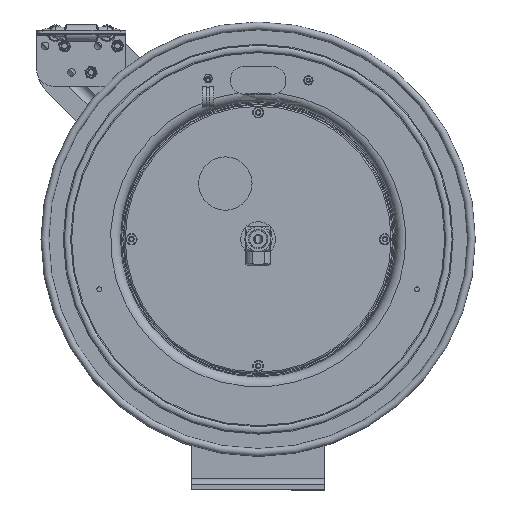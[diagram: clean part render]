
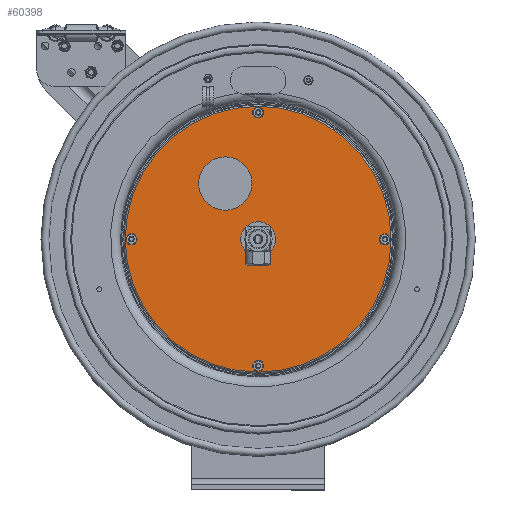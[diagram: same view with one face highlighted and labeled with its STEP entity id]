
A CAD part, top view. The second image highlights one B-rep face of the part: STEP entity #60398.
In plain terms, the highlighted planar face has unit normal (0, 0, 1).
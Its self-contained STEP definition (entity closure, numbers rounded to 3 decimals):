
#3066=FACE_BOUND('',#10315,.T.);
#3067=FACE_BOUND('',#10316,.T.);
#3068=FACE_BOUND('',#10317,.T.);
#3069=FACE_BOUND('',#10318,.T.);
#3070=FACE_BOUND('',#10319,.T.);
#5547=CIRCLE('',#65357,5.97);
#5548=CIRCLE('',#65358,0.655);
#5549=CIRCLE('',#65359,0.14);
#5550=CIRCLE('',#65360,0.14);
#5551=CIRCLE('',#65361,0.14);
#5552=CIRCLE('',#65362,0.14);
#7890=FACE_OUTER_BOUND('',#10314,.T.);
#10314=EDGE_LOOP('',(#52020));
#10315=EDGE_LOOP('',(#52021));
#10316=EDGE_LOOP('',(#52022));
#10317=EDGE_LOOP('',(#52023));
#10318=EDGE_LOOP('',(#52024));
#10319=EDGE_LOOP('',(#52025));
#28645=VERTEX_POINT('',#104312);
#28646=VERTEX_POINT('',#104314);
#28647=VERTEX_POINT('',#104316);
#28648=VERTEX_POINT('',#104318);
#28649=VERTEX_POINT('',#104320);
#28650=VERTEX_POINT('',#104322);
#38610=EDGE_CURVE('',#28645,#28645,#5547,.T.);
#38611=EDGE_CURVE('',#28646,#28646,#5548,.T.);
#38612=EDGE_CURVE('',#28647,#28647,#5549,.T.);
#38613=EDGE_CURVE('',#28648,#28648,#5550,.T.);
#38614=EDGE_CURVE('',#28649,#28649,#5551,.T.);
#38615=EDGE_CURVE('',#28650,#28650,#5552,.T.);
#52020=ORIENTED_EDGE('',*,*,#38610,.F.);
#52021=ORIENTED_EDGE('',*,*,#38611,.T.);
#52022=ORIENTED_EDGE('',*,*,#38612,.T.);
#52023=ORIENTED_EDGE('',*,*,#38613,.T.);
#52024=ORIENTED_EDGE('',*,*,#38614,.T.);
#52025=ORIENTED_EDGE('',*,*,#38615,.T.);
#56355=PLANE('',#65356);
#60398=ADVANCED_FACE('',(#7890,#3066,#3067,#3068,#3069,#3070),#56355,.T.);
#65356=AXIS2_PLACEMENT_3D('',#104311,#77586,#77587);
#65357=AXIS2_PLACEMENT_3D('',#104313,#77588,#77589);
#65358=AXIS2_PLACEMENT_3D('',#104315,#77590,#77591);
#65359=AXIS2_PLACEMENT_3D('',#104317,#77592,#77593);
#65360=AXIS2_PLACEMENT_3D('',#104319,#77594,#77595);
#65361=AXIS2_PLACEMENT_3D('',#104321,#77596,#77597);
#65362=AXIS2_PLACEMENT_3D('',#104323,#77598,#77599);
#77586=DIRECTION('center_axis',(0.,0.,
1.));
#77587=DIRECTION('ref_axis',(1.,0.,0.));
#77588=DIRECTION('center_axis',(0.,0.,
-1.));
#77589=DIRECTION('ref_axis',(1.,0.,0.));
#77590=DIRECTION('center_axis',(0.,0.,
-1.));
#77591=DIRECTION('ref_axis',(-1.,0.,0.));
#77592=DIRECTION('center_axis',(0.,0.,
-1.));
#77593=DIRECTION('ref_axis',(1.,0.,0.));
#77594=DIRECTION('center_axis',(0.,0.,
-1.));
#77595=DIRECTION('ref_axis',(1.,0.,0.));
#77596=DIRECTION('center_axis',(0.,0.,
-1.));
#77597=DIRECTION('ref_axis',(1.,0.,0.));
#77598=DIRECTION('center_axis',(0.,0.,
-1.));
#77599=DIRECTION('ref_axis',(1.,0.,0.));
#104311=CARTESIAN_POINT('Origin',(0.,11.252,
4.724));
#104312=CARTESIAN_POINT('',(-5.97,11.252,4.724));
#104313=CARTESIAN_POINT('Origin',(0.,11.252,
4.724));
#104314=CARTESIAN_POINT('',(0.655,11.252,4.724));
#104315=CARTESIAN_POINT('Origin',(0.,11.252,
4.724));
#104316=CARTESIAN_POINT('',(5.828,11.252,4.724));
#104317=CARTESIAN_POINT('Origin',(5.688,11.252,4.724));
#104318=CARTESIAN_POINT('',(-5.547,11.252,4.724));
#104319=CARTESIAN_POINT('Origin',(-5.687,11.252,4.724));
#104320=CARTESIAN_POINT('',(0.14,16.939,4.724));
#104321=CARTESIAN_POINT('Origin',(0.,16.939,
4.724));
#104322=CARTESIAN_POINT('',(0.14,5.564,4.724));
#104323=CARTESIAN_POINT('Origin',(0.,5.564,
4.724));
